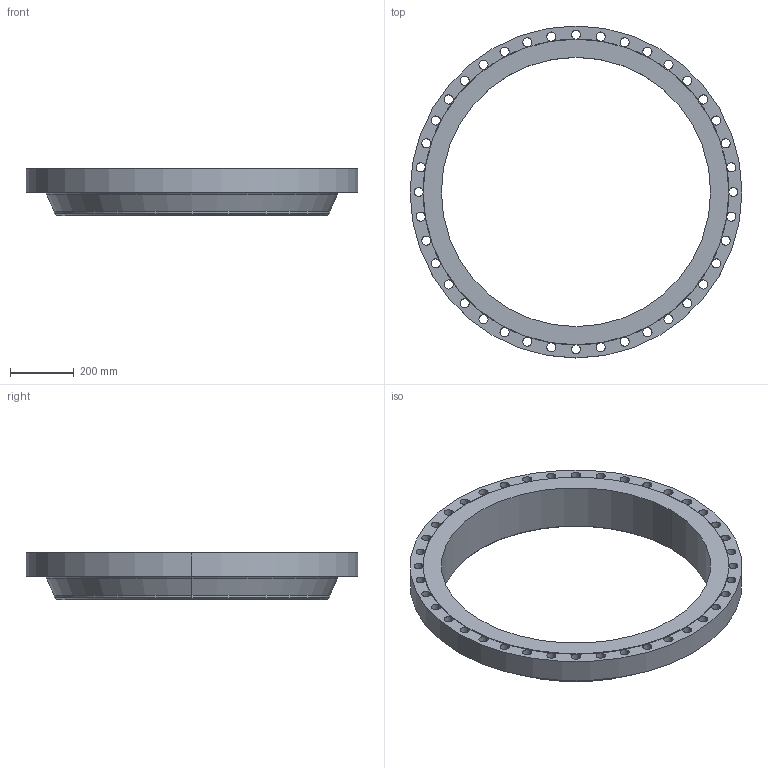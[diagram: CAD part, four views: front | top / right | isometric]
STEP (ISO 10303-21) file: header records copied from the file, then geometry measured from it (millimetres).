
FILE_DESCRIPTION (( 'STEP AP203' ), '1' );
FILE_NAME ('34_CL350_B161_RF_WNF_OB_STD.STEP', '2024-01-18T21:50:02', ( '' ), ( '' ), 'SwSTEP 2.0', 'SolidWorks 2023', '' );
FILE_SCHEMA (( 'CONFIG_CONTROL_DESIGN' ));
Length unit declared in the file: inch
Products named in the file (1): 34_CL350_B161_RF_WNF_OB_STD
Bounding box: 1041.4 x 1041.4 x 147.64 mm (x, y, z)
Volume: 23751034.7 mm3; surface area: 1558372.4 mm2
Topology: 1 solids, 1 shells, 98 faces, 352 edges, 218 vertices
Faces by surface type: cylinder 88, cone 4, plane 4, torus 2
Entity records: 4119 total; most frequent: DIRECTION 810, ORIENTED_EDGE 704, CARTESIAN_POINT 669, AXIS2_PLACEMENT_3D 359, EDGE_CURVE 352, CIRCLE 260, VERTEX_POINT 218, EDGE_LOOP 142
